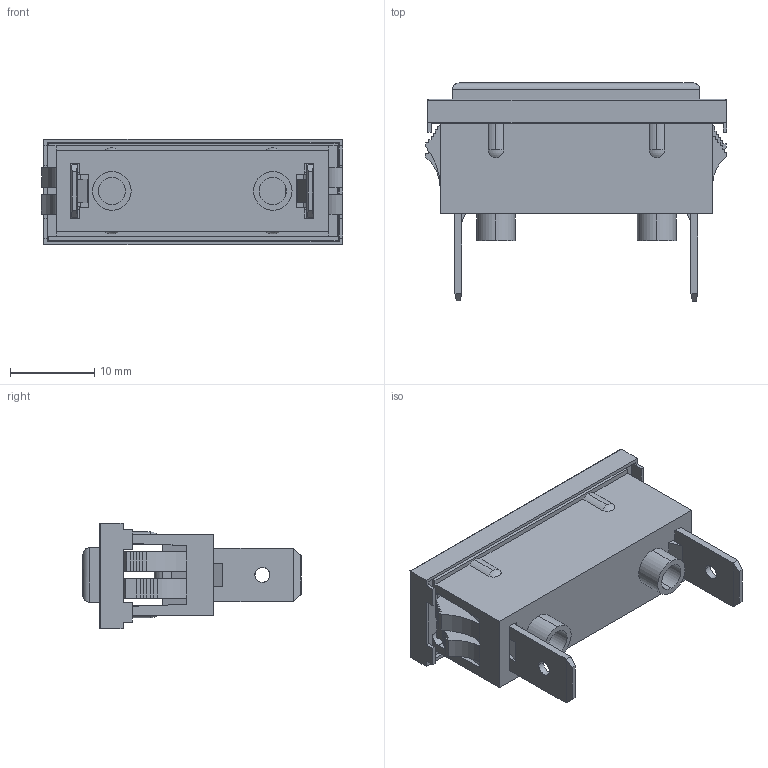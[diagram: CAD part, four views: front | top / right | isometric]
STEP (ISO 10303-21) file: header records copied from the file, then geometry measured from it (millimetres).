
FILE_DESCRIPTION (( 'STEP AP203' ), '1' );
FILE_NAME ('2330QD.STEP', '2017-02-02T18:04:34', ( '' ), ( '' ), 'SwSTEP 2.0', 'SolidWorks 2016', '' );
FILE_SCHEMA (( 'CONFIG_CONTROL_DESIGN' ));
Length unit declared in the file: inch
Products named in the file (6): E33601-C8652; D31903-XX - A6985; MB1326S-B10071; MT3478T; Assem2^2330QD; 2330QD
Assembly tree (6 placements, depth 3):
  2330QD
    E33601-C8652
    D31903-XX - A6985
    MB1326S-B10071
    Assem2^2330QD
      MT3478T
    MT3478T
Bounding box: 35.63 x 25.82 x 12.5 mm (x, y, z)
Volume: 2445.9 mm3; surface area: 5630.7 mm2
Topology: 7 solids, 7 shells, 332 faces, 913 edges, 594 vertices
Faces by surface type: plane 283, cylinder 45, sphere 4
Entity records: 9998 total; most frequent: CARTESIAN_POINT 1705, ORIENTED_EDGE 1644, DIRECTION 1486, EDGE_CURVE 822, LINE 744, VECTOR 744, VERTEX_POINT 534, AXIS2_PLACEMENT_3D 371
